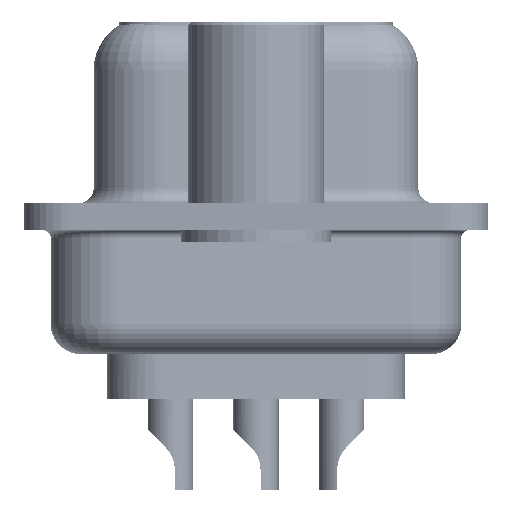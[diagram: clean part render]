
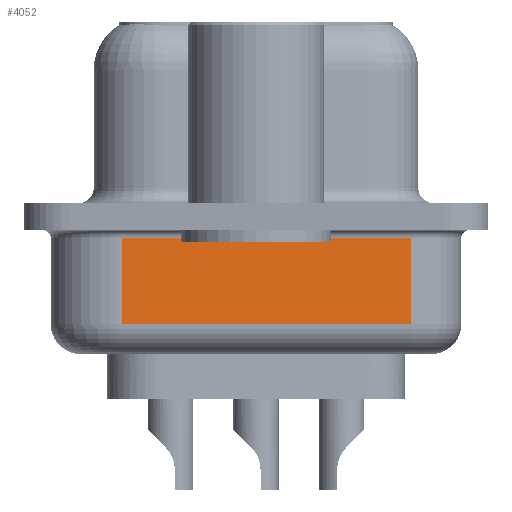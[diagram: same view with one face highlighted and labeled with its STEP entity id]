
A CAD part, left-side view. The second image highlights one B-rep face of the part: STEP entity #4052.
In plain terms, the highlighted planar face has unit normal (-0.985, -0.174, 0).
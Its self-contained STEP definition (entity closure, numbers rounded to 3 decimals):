
#909 = LINE ( 'NONE', #34379, #4530 ) ;
#2024 = LINE ( 'NONE', #23758, #35248 ) ;
#3772 = LINE ( 'NONE', #4162, #32738 ) ;
#4052 = ADVANCED_FACE ( 'NONE', ( #12791 ), #33698, .F. ) ;
#4162 = CARTESIAN_POINT ( 'NONE',  ( 2.93, 4.453, -3.55 ) ) ;
#4177 = CARTESIAN_POINT ( 'NONE',  ( 2.93, 4.453, -0.7 ) ) ;
#4530 = VECTOR ( 'NONE', #18657, 1000. ) ;
#5189 = CARTESIAN_POINT ( 'NONE',  ( 4.623, -5.147, -3.55 ) ) ;
#5786 = EDGE_CURVE ( 'NONE', #16480, #15876, #35057, .T. ) ;
#6047 = CARTESIAN_POINT ( 'NONE',  ( 4.623, -5.147, -0.7 ) ) ;
#10073 = VERTEX_POINT ( 'NONE', #4177 ) ;
#12791 = FACE_OUTER_BOUND ( 'NONE', #35772, .T. ) ;
#13138 = ORIENTED_EDGE ( 'NONE', *, *, #5786, .T. ) ;
#13978 = VECTOR ( 'NONE', #16748, 1000. ) ;
#15387 = DIRECTION ( 'NONE',  ( 0.985, 0.174, 0. ) ) ;
#15732 = VERTEX_POINT ( 'NONE', #37965 ) ;
#15876 = VERTEX_POINT ( 'NONE', #6047 ) ;
#16480 = VERTEX_POINT ( 'NONE', #5189 ) ;
#16748 = DIRECTION ( 'NONE',  ( 0., 0., 1. ) ) ;
#18657 = DIRECTION ( 'NONE',  ( 0., 0., 1. ) ) ;
#20824 = EDGE_CURVE ( 'NONE', #15876, #10073, #2024, .T. ) ;
#23758 = CARTESIAN_POINT ( 'NONE',  ( 2.93, 4.453, -0.7 ) ) ;
#24315 = ORIENTED_EDGE ( 'NONE', *, *, #20824, .T. ) ;
#26461 = EDGE_CURVE ( 'NONE', #15732, #10073, #909, .T. ) ;
#26846 = ORIENTED_EDGE ( 'NONE', *, *, #31742, .T. ) ;
#28136 = CARTESIAN_POINT ( 'NONE',  ( 2.93, 4.453, -4.55 ) ) ;
#28708 = CARTESIAN_POINT ( 'NONE',  ( 4.623, -5.147, -4.55 ) ) ;
#29144 = AXIS2_PLACEMENT_3D ( 'NONE', #28136, #15387, #37073 ) ;
#31742 = EDGE_CURVE ( 'NONE', #15732, #16480, #3772, .T. ) ;
#32738 = VECTOR ( 'NONE', #36836, 1000. ) ;
#33698 = PLANE ( 'NONE',  #29144 ) ;
#34379 = CARTESIAN_POINT ( 'NONE',  ( 2.93, 4.453, -4.55 ) ) ;
#35057 = LINE ( 'NONE', #28708, #13978 ) ;
#35248 = VECTOR ( 'NONE', #35898, 1000. ) ;
#35772 = EDGE_LOOP ( 'NONE', ( #37534, #26846, #13138, #24315 ) ) ;
#35898 = DIRECTION ( 'NONE',  ( -0.174, 0.985, 0. ) ) ;
#36836 = DIRECTION ( 'NONE',  ( 0.174, -0.985, 0. ) ) ;
#37073 = DIRECTION ( 'NONE',  ( -0.174, 0.985, 0. ) ) ;
#37534 = ORIENTED_EDGE ( 'NONE', *, *, #26461, .F. ) ;
#37965 = CARTESIAN_POINT ( 'NONE',  ( 2.93, 4.453, -3.55 ) ) ;
